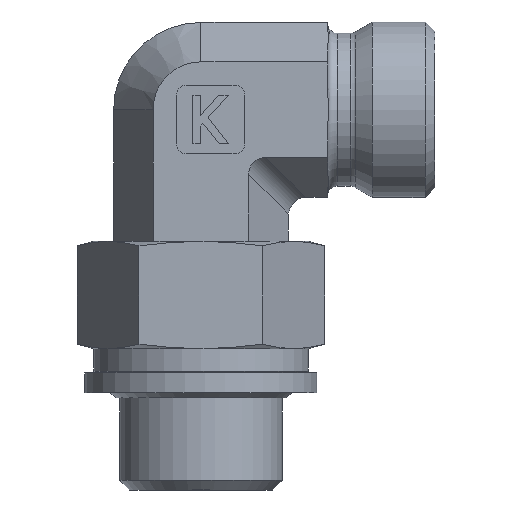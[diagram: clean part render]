
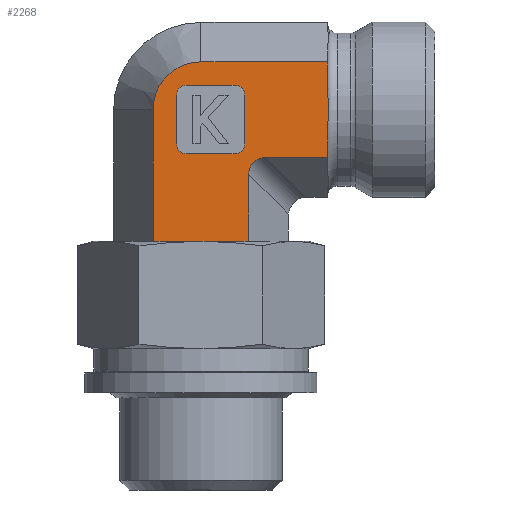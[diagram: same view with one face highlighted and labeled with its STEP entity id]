
A CAD part, left-side view. The second image highlights one B-rep face of the part: STEP entity #2268.
In plain terms, the highlighted planar face has unit normal (-1, 0, 0).
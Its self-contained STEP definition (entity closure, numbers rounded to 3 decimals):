
#381=CARTESIAN_POINT('',(-8.5,4.907,3.5));
#382=VERTEX_POINT('',#381);
#383=CARTESIAN_POINT('',(-8.5,0.,3.5));
#384=VERTEX_POINT('',#383);
#385=CARTESIAN_POINT('',(-8.5,4.907,3.5));
#386=DIRECTION('',(0.0,-1.0,0.0));
#387=VECTOR('',#386,4.907);
#388=LINE('',#385,#387);
#389=EDGE_CURVE('',#382,#384,#388,.T.);
#412=CARTESIAN_POINT('',(-8.5,-4.907,3.5));
#413=VERTEX_POINT('',#412);
#422=CARTESIAN_POINT('',(-8.5,0.,3.5));
#423=DIRECTION('',(0.0,-1.0,0.0));
#424=VECTOR('',#423,4.907);
#425=LINE('',#422,#424);
#426=EDGE_CURVE('',#384,#413,#425,.T.);
#912=CARTESIAN_POINT('',(-8.5,-13.,19.464));
#913=VERTEX_POINT('',#912);
#921=CARTESIAN_POINT('',(-8.5,-13.,14.536));
#922=VERTEX_POINT('',#921);
#923=CARTESIAN_POINT('',(-8.5,-13.,14.536));
#924=CARTESIAN_POINT('',(-8.5,-13.,14.769));
#925=CARTESIAN_POINT('',(-8.5,-13.008,15.048));
#926=CARTESIAN_POINT('',(-8.5,-13.035,15.818));
#927=CARTESIAN_POINT('',(-8.5,-13.063,16.462));
#928=CARTESIAN_POINT('',(-8.5,-13.063,17.538));
#929=CARTESIAN_POINT('',(-8.5,-13.035,18.182));
#930=CARTESIAN_POINT('',(-8.5,-13.008,18.952));
#931=CARTESIAN_POINT('',(-8.5,-13.,19.231));
#932=CARTESIAN_POINT('',(-8.5,-13.,19.464));
#933=B_SPLINE_CURVE_WITH_KNOTS('',3,(#923,#924,#925,#926,#927,#928,#929,#930,#931,#932),.UNSPECIFIED.,.F.,.U.,(4,2,2,2,4),(0.782,0.852,1.013,1.174,1.244),.UNSPECIFIED.);
#934=EDGE_CURVE('',#922,#913,#933,.T.);
#1147=CARTESIAN_POINT('',(-8.5,-13.,12.093));
#1148=VERTEX_POINT('',#1147);
#1155=CARTESIAN_POINT('',(-8.5,-6.64,12.093));
#1156=VERTEX_POINT('',#1155);
#1157=CARTESIAN_POINT('',(-8.5,-6.64,12.093));
#1158=DIRECTION('',(0.0,-1.0,0.0));
#1159=VECTOR('',#1158,6.36);
#1160=LINE('',#1157,#1159);
#1161=EDGE_CURVE('',#1156,#1148,#1160,.T.);
#1199=CARTESIAN_POINT('',(-8.5,-13.,12.093));
#1200=DIRECTION('',(0.0,0.0,1.0));
#1201=VECTOR('',#1200,2.443);
#1202=LINE('',#1199,#1201);
#1203=EDGE_CURVE('',#1148,#922,#1202,.T.);
#1226=CARTESIAN_POINT('',(-8.5,-13.,21.907));
#1227=VERTEX_POINT('',#1226);
#1234=CARTESIAN_POINT('',(-8.5,-13.,19.464));
#1235=DIRECTION('',(0.0,0.0,1.0));
#1236=VECTOR('',#1235,2.443);
#1237=LINE('',#1234,#1236);
#1238=EDGE_CURVE('',#913,#1227,#1237,.T.);
#1321=CARTESIAN_POINT('',(-8.5,4.907,17.0));
#1322=VERTEX_POINT('',#1321);
#1323=CARTESIAN_POINT('',(-8.5,4.907,3.5));
#1324=DIRECTION('',(0.0,0.0,1.0));
#1325=VECTOR('',#1324,13.5);
#1326=LINE('',#1323,#1325);
#1327=EDGE_CURVE('',#382,#1322,#1326,.T.);
#1748=CARTESIAN_POINT('',(-8.5,-4.5,18.5));
#1749=VERTEX_POINT('',#1748);
#1756=CARTESIAN_POINT('',(-8.5,-3.5,19.5));
#1757=VERTEX_POINT('',#1756);
#1758=CARTESIAN_POINT('',(-8.5,-3.5,18.5));
#1759=DIRECTION('',(-1.0,0.0,0.0));
#1760=DIRECTION('',(0.0,-0.707,0.707));
#1761=AXIS2_PLACEMENT_3D('',#1758,#1759,#1760);
#1762=CIRCLE('',#1761,1.0);
#1763=EDGE_CURVE('',#1749,#1757,#1762,.T.);
#1780=CARTESIAN_POINT('',(-8.5,1.5,19.5));
#1781=VERTEX_POINT('',#1780);
#1782=CARTESIAN_POINT('',(-8.5,1.5,19.5));
#1783=DIRECTION('',(0.0,-1.0,0.0));
#1784=VECTOR('',#1783,5.0);
#1785=LINE('',#1782,#1784);
#1786=EDGE_CURVE('',#1781,#1757,#1785,.T.);
#1821=CARTESIAN_POINT('',(-8.5,-3.5,12.5));
#1822=VERTEX_POINT('',#1821);
#1829=CARTESIAN_POINT('',(-8.5,-4.5,13.5));
#1830=VERTEX_POINT('',#1829);
#1831=CARTESIAN_POINT('',(-8.5,-3.5,13.5));
#1832=DIRECTION('',(-1.0,0.0,0.0));
#1833=DIRECTION('',(0.0,-0.707,-0.707));
#1834=AXIS2_PLACEMENT_3D('',#1831,#1832,#1833);
#1835=CIRCLE('',#1834,1.0);
#1836=EDGE_CURVE('',#1822,#1830,#1835,.T.);
#1860=CARTESIAN_POINT('',(-8.5,-4.5,18.5));
#1861=DIRECTION('',(0.0,0.0,-1.0));
#1862=VECTOR('',#1861,5.);
#1863=LINE('',#1860,#1862);
#1864=EDGE_CURVE('',#1749,#1830,#1863,.T.);
#1885=CARTESIAN_POINT('',(-8.5,2.5,13.5));
#1886=VERTEX_POINT('',#1885);
#1893=CARTESIAN_POINT('',(-8.5,1.5,12.5));
#1894=VERTEX_POINT('',#1893);
#1895=CARTESIAN_POINT('',(-8.5,1.5,13.5));
#1896=DIRECTION('',(-1.0,0.0,0.0));
#1897=DIRECTION('',(0.0,0.707,-0.707));
#1898=AXIS2_PLACEMENT_3D('',#1895,#1896,#1897);
#1899=CIRCLE('',#1898,1.0);
#1900=EDGE_CURVE('',#1886,#1894,#1899,.T.);
#1924=CARTESIAN_POINT('',(-8.5,-3.5,12.5));
#1925=DIRECTION('',(0.0,1.0,0.0));
#1926=VECTOR('',#1925,5.0);
#1927=LINE('',#1924,#1926);
#1928=EDGE_CURVE('',#1822,#1894,#1927,.T.);
#1948=CARTESIAN_POINT('',(-8.5,2.5,18.5));
#1949=VERTEX_POINT('',#1948);
#1950=CARTESIAN_POINT('',(-8.5,1.5,18.5));
#1951=DIRECTION('',(-1.0,0.0,0.0));
#1952=DIRECTION('',(0.0,0.707,0.707));
#1953=AXIS2_PLACEMENT_3D('',#1950,#1951,#1952);
#1954=CIRCLE('',#1953,1.0);
#1955=EDGE_CURVE('',#1781,#1949,#1954,.T.);
#1979=CARTESIAN_POINT('',(-8.5,2.5,13.5));
#1980=DIRECTION('',(0.0,0.0,1.0));
#1981=VECTOR('',#1980,5.0);
#1982=LINE('',#1979,#1981);
#1983=EDGE_CURVE('',#1886,#1949,#1982,.T.);
#2072=CARTESIAN_POINT('',(-8.5,-4.907,10.36));
#2073=VERTEX_POINT('',#2072);
#2074=CARTESIAN_POINT('',(-8.5,-7.217,9.783));
#2075=DIRECTION('',(-1.0,0.0,0.0));
#2076=DIRECTION('',(0.0,0.707,0.707));
#2077=AXIS2_PLACEMENT_3D('',#2074,#2075,#2076);
#2078=ELLIPSE('',#2077,2.582,2.0);
#2079=EDGE_CURVE('',#1156,#2073,#2078,.T.);
#2100=CARTESIAN_POINT('',(-8.5,-4.907,3.5));
#2101=DIRECTION('',(0.0,0.0,1.0));
#2102=VECTOR('',#2101,6.86);
#2103=LINE('',#2100,#2102);
#2104=EDGE_CURVE('',#413,#2073,#2103,.T.);
#2166=CARTESIAN_POINT('',(-8.5,0.,21.907));
#2167=VERTEX_POINT('',#2166);
#2168=CARTESIAN_POINT('',(-8.5,0.,17.0));
#2169=DIRECTION('',(-1.0,0.0,0.0));
#2170=DIRECTION('',(0.0,0.0,1.0));
#2171=AXIS2_PLACEMENT_3D('',#2168,#2169,#2170);
#2172=CIRCLE('',#2171,4.907);
#2173=EDGE_CURVE('',#2167,#1322,#2172,.T.);
#2198=CARTESIAN_POINT('',(-8.5,0.,21.907));
#2199=DIRECTION('',(0.0,-1.0,0.0));
#2200=VECTOR('',#2199,13.);
#2201=LINE('',#2198,#2200);
#2202=EDGE_CURVE('',#2167,#1227,#2201,.T.);
#2240=CARTESIAN_POINT('',(-8.5,-4.907,0.0));
#2241=DIRECTION('',(-1.0,0.0,0.0));
#2242=DIRECTION('',(0.0,0.0,1.0));
#2243=AXIS2_PLACEMENT_3D('',#2240,#2241,#2242);
#2244=PLANE('',#2243);
#2245=ORIENTED_EDGE('',*,*,#426,.T.);
#2246=ORIENTED_EDGE('',*,*,#2104,.T.);
#2247=ORIENTED_EDGE('',*,*,#2079,.F.);
#2248=ORIENTED_EDGE('',*,*,#1161,.T.);
#2249=ORIENTED_EDGE('',*,*,#1203,.T.);
#2250=ORIENTED_EDGE('',*,*,#934,.T.);
#2251=ORIENTED_EDGE('',*,*,#1238,.T.);
#2252=ORIENTED_EDGE('',*,*,#2202,.F.);
#2253=ORIENTED_EDGE('',*,*,#2173,.T.);
#2254=ORIENTED_EDGE('',*,*,#1327,.F.);
#2255=ORIENTED_EDGE('',*,*,#389,.T.);
#2256=EDGE_LOOP('',(#2245,#2246,#2247,#2248,#2249,#2250,#2251,#2252,#2253,#2254,#2255));
#2257=FACE_OUTER_BOUND('',#2256,.T.);
#2258=ORIENTED_EDGE('',*,*,#1928,.T.);
#2259=ORIENTED_EDGE('',*,*,#1900,.F.);
#2260=ORIENTED_EDGE('',*,*,#1983,.T.);
#2261=ORIENTED_EDGE('',*,*,#1955,.F.);
#2262=ORIENTED_EDGE('',*,*,#1786,.T.);
#2263=ORIENTED_EDGE('',*,*,#1763,.F.);
#2264=ORIENTED_EDGE('',*,*,#1864,.T.);
#2265=ORIENTED_EDGE('',*,*,#1836,.F.);
#2266=EDGE_LOOP('',(#2258,#2259,#2260,#2261,#2262,#2263,#2264,#2265));
#2267=FACE_BOUND('',#2266,.T.);
#2268=ADVANCED_FACE('',(#2257,#2267),#2244,.T.);
